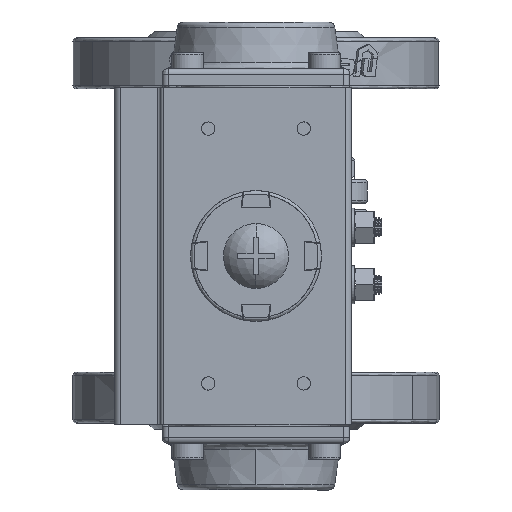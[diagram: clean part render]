
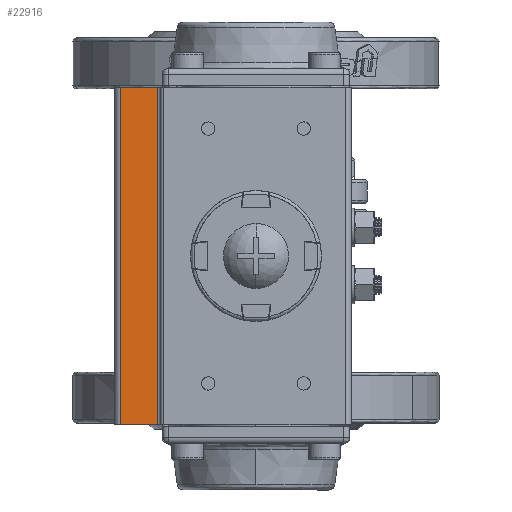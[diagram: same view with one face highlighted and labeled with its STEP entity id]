
A CAD part, left-side view. The second image highlights one B-rep face of the part: STEP entity #22916.
In plain terms, the highlighted planar face has unit normal (1, 0, 0).
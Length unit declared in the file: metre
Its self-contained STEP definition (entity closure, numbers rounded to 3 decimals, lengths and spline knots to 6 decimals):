
#289 = AXIS2_PLACEMENT_3D ( 'NONE', #15262, #21401, #76761 ) ;
#616 = EDGE_LOOP ( 'NONE', ( #4220, #37973, #92869, #10013 ) ) ;
#4220 = ORIENTED_EDGE ( 'NONE', *, *, #26495, .T. ) ;
#5454 = LINE ( 'NONE', #57353, #89369 ) ;
#7336 = VERTEX_POINT ( 'NONE', #22584 ) ;
#10013 = ORIENTED_EDGE ( 'NONE', *, *, #87820, .T. ) ;
#10473 = VECTOR ( 'NONE', #65080, 1. ) ;
#11330 = CARTESIAN_POINT ( 'NONE',  ( -0.158175, 0.032839, 0.129105 ) ) ;
#11518 = CARTESIAN_POINT ( 'NONE',  ( -0.158175, 0.021339, 0.235105 ) ) ;
#15040 = CARTESIAN_POINT ( 'NONE',  ( -0.158175, 0.032839, 0.235105 ) ) ;
#15262 = CARTESIAN_POINT ( 'NONE',  ( -0.158175, 0.032839, 0.235105 ) ) ;
#19323 = LINE ( 'NONE', #33086, #10473 ) ;
#21401 = DIRECTION ( 'NONE',  ( 1., 0., 0. ) ) ;
#22584 = CARTESIAN_POINT ( 'NONE',  ( -0.158175, 0.021339, 0.129105 ) ) ;
#22916 = ADVANCED_FACE ( 'NONE', ( #51905 ), #91057, .T. ) ;
#25294 = DIRECTION ( 'NONE',  ( 0., 0., -1. ) ) ;
#26495 = EDGE_CURVE ( 'NONE', #37971, #7336, #95945, .T. ) ;
#33086 = CARTESIAN_POINT ( 'NONE',  ( -0.158175, 0.032839, 0.235105 ) ) ;
#37971 = VERTEX_POINT ( 'NONE', #80832 ) ;
#37973 = ORIENTED_EDGE ( 'NONE', *, *, #40227, .T. ) ;
#38982 = VERTEX_POINT ( 'NONE', #15040 ) ;
#40227 = EDGE_CURVE ( 'NONE', #7336, #81869, #100473, .T. ) ;
#46588 = DIRECTION ( 'NONE',  ( 0., 1., 0. ) ) ;
#51905 = FACE_OUTER_BOUND ( 'NONE', #616, .T. ) ;
#57353 = CARTESIAN_POINT ( 'NONE',  ( -0.158175, 0.032839, 0.235105 ) ) ;
#60425 = EDGE_CURVE ( 'NONE', #81869, #38982, #5454, .T. ) ;
#65080 = DIRECTION ( 'NONE',  ( 0., -1., 0. ) ) ;
#66452 = DIRECTION ( 'NONE',  ( 0., 0., 1. ) ) ;
#76761 = DIRECTION ( 'NONE',  ( 0., 0., 1. ) ) ;
#77444 = VECTOR ( 'NONE', #46588, 1. ) ;
#80832 = CARTESIAN_POINT ( 'NONE',  ( -0.158175, 0.021339, 0.235105 ) ) ;
#81869 = VERTEX_POINT ( 'NONE', #11330 ) ;
#87820 = EDGE_CURVE ( 'NONE', #38982, #37971, #19323, .T. ) ;
#89369 = VECTOR ( 'NONE', #66452, 1. ) ;
#91057 = PLANE ( 'NONE',  #289 ) ;
#92376 = CARTESIAN_POINT ( 'NONE',  ( -0.158175, 0.032839, 0.129105 ) ) ;
#92869 = ORIENTED_EDGE ( 'NONE', *, *, #60425, .T. ) ;
#95945 = LINE ( 'NONE', #11518, #100401 ) ;
#100401 = VECTOR ( 'NONE', #25294, 1. ) ;
#100473 = LINE ( 'NONE', #92376, #77444 ) ;
